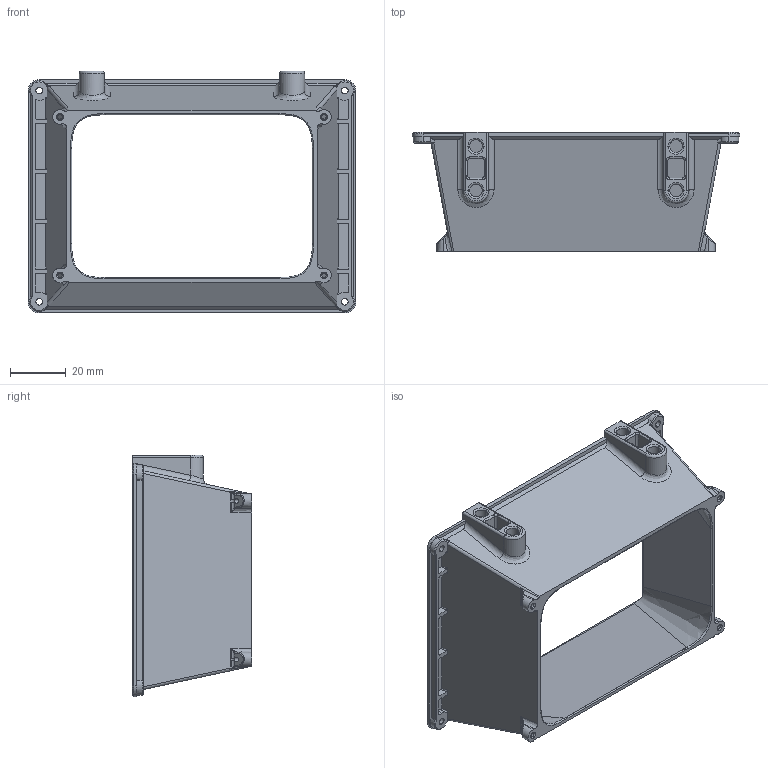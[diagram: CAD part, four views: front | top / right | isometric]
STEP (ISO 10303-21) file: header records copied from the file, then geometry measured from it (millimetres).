
FILE_DESCRIPTION (( 'STEP AP203' ), '1' );
FILE_NAME ('25c-p001d reflector box housing.step', '2025-07-23T03:02:17', ( '' ), ( '' ), 'SwSTEP 2.0', 'SolidWorks 2024', '' );
FILE_SCHEMA (( 'CONFIG_CONTROL_DESIGN' ));
Length unit declared in the file: millimetre
Products named in the file (1): 25c-p001d reflector box housing
Bounding box: 118 x 42.9 x 87 mm (x, y, z)
Volume: 33129.1 mm3; surface area: 35306.6 mm2
Topology: 1 solids, 1 shells, 376 faces, 991 edges, 616 vertices
Faces by surface type: cylinder 160, plane 102, bspline 66, cone 30, torus 18
Entity records: 13964 total; most frequent: CARTESIAN_POINT 5342, ORIENTED_EDGE 1966, DIRECTION 1619, EDGE_CURVE 983, VERTEX_POINT 616, AXIS2_PLACEMENT_3D 601, VECTOR 417, LINE 417
